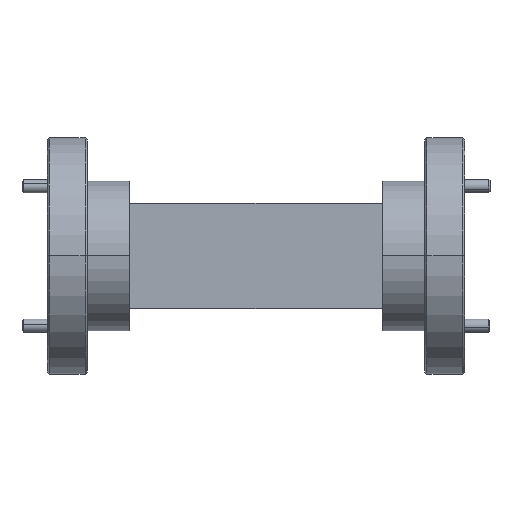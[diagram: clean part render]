
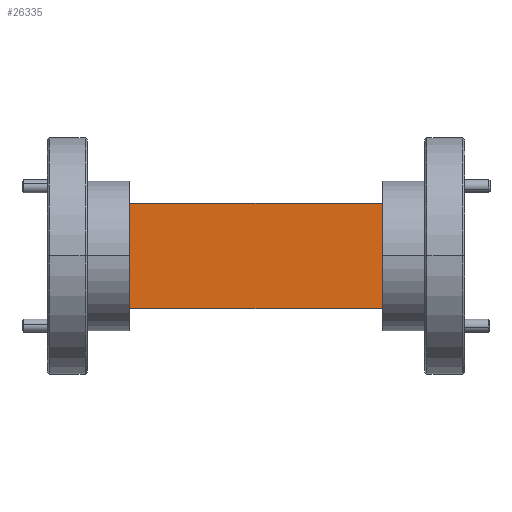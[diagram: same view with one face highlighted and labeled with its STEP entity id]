
A CAD part, top view. The second image highlights one B-rep face of the part: STEP entity #26335.
In plain terms, the highlighted planar face has unit normal (0, 0, 1).
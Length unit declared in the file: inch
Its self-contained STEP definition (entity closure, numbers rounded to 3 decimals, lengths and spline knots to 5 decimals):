
#2601 = VERTEX_POINT ( 'NONE', #36091 ) ;
#2798 = DIRECTION ( 'NONE',  ( 0., -1., 0. ) ) ;
#3856 = EDGE_CURVE ( 'NONE', #13951, #2601, #32283, .T. ) ;
#5690 = CARTESIAN_POINT ( 'NONE',  ( 0.6, 0.5, 0.6 ) ) ;
#6205 = VERTEX_POINT ( 'NONE', #32076 ) ;
#8450 = DIRECTION ( 'NONE',  ( 0., 0., -1. ) ) ;
#8722 = CARTESIAN_POINT ( 'NONE',  ( 0.6, 0., 0.6 ) ) ;
#8731 = CARTESIAN_POINT ( 'NONE',  ( 0.6, 0.5, 0.6 ) ) ;
#9295 = DIRECTION ( 'NONE',  ( 1., 0., 0. ) ) ;
#10821 = ORIENTED_EDGE ( 'NONE', *, *, #3856, .T. ) ;
#12536 = VECTOR ( 'NONE', #17607, 39.37008 ) ;
#12635 = CARTESIAN_POINT ( 'NONE',  ( -0.6, 0.5, 0.6 ) ) ;
#13951 = VERTEX_POINT ( 'NONE', #36275 ) ;
#15108 = EDGE_LOOP ( 'NONE', ( #19448, #24703, #23656, #10821 ) ) ;
#15696 = LINE ( 'NONE', #23792, #12536 ) ;
#16207 = CARTESIAN_POINT ( 'NONE',  ( 0.6, 0.5, 0.6 ) ) ;
#17244 = EDGE_CURVE ( 'NONE', #24681, #6205, #15696, .T. ) ;
#17607 = DIRECTION ( 'NONE',  ( 0., -1., 0. ) ) ;
#19312 = AXIS2_PLACEMENT_3D ( 'NONE', #8731, #8450, #31948 ) ;
#19448 = ORIENTED_EDGE ( 'NONE', *, *, #31909, .T. ) ;
#19690 = VECTOR ( 'NONE', #2798, 39.37008 ) ;
#23656 = ORIENTED_EDGE ( 'NONE', *, *, #28036, .F. ) ;
#23792 = CARTESIAN_POINT ( 'NONE',  ( 0.6, 0.5, 0.6 ) ) ;
#24681 = VERTEX_POINT ( 'NONE', #5690 ) ;
#24703 = ORIENTED_EDGE ( 'NONE', *, *, #17244, .F. ) ;
#25239 = LINE ( 'NONE', #8722, #28905 ) ;
#26335 = ADVANCED_FACE ( 'NONE', ( #37386 ), #41952, .F. ) ;
#28036 = EDGE_CURVE ( 'NONE', #13951, #24681, #40470, .T. ) ;
#28341 = VECTOR ( 'NONE', #9295, 39.37008 ) ;
#28905 = VECTOR ( 'NONE', #42654, 39.37008 ) ;
#31909 = EDGE_CURVE ( 'NONE', #2601, #6205, #25239, .T. ) ;
#31948 = DIRECTION ( 'NONE',  ( -1., 0., 0. ) ) ;
#32076 = CARTESIAN_POINT ( 'NONE',  ( 0.6, 0., 0.6 ) ) ;
#32283 = LINE ( 'NONE', #12635, #19690 ) ;
#36091 = CARTESIAN_POINT ( 'NONE',  ( -0.6, 0., 0.6 ) ) ;
#36275 = CARTESIAN_POINT ( 'NONE',  ( -0.6, 0.5, 0.6 ) ) ;
#37386 = FACE_OUTER_BOUND ( 'NONE', #15108, .T. ) ;
#40470 = LINE ( 'NONE', #16207, #28341 ) ;
#41952 = PLANE ( 'NONE',  #19312 ) ;
#42654 = DIRECTION ( 'NONE',  ( 1., 0., 0. ) ) ;
